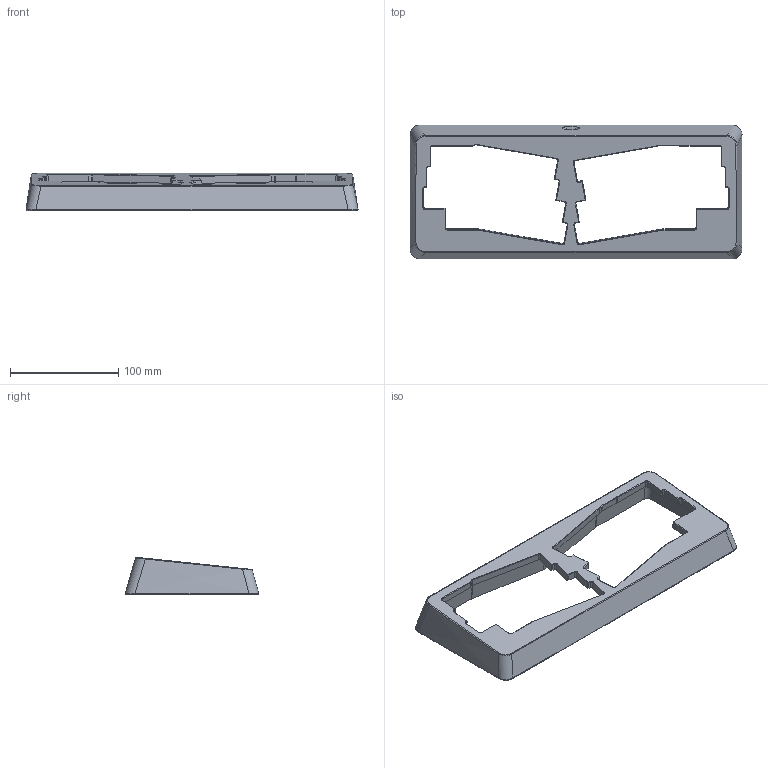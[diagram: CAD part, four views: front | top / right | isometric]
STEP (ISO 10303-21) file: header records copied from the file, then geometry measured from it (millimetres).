
FILE_DESCRIPTION(/* description */ ('Model of A case of The Yak40 keyboard'),/* implementation_level */ '2;1');
FILE_NAME(/* name */ 'case.step',/* time_stamp */ '2023-11-29T17:14:57',/* author */ ('kurikisasa',''),/* organization */ (''),/* preprocessor_version */ 'Open CASCADE STEP processor 7.5',/* originating_system */ 'python-cadquery',/* authorization */ '');
FILE_SCHEMA(('AUTOMOTIVE_DESIGN { 1 0 10303 214 1 1 1 1 }'));
Length unit declared in the file: millimetre
Products named in the file (1): A case of The Yak40 keyboard
Bounding box: 306.73 x 123.46 x 34.45 mm (x, y, z)
Volume: 230443.9 mm3; surface area: 79387.6 mm2
Topology: 1 solids, 1 shells, 303 faces, 763 edges, 469 vertices
Faces by surface type: plane 122, cylinder 98, cone 57, bspline 26
Full cylindrical faces by diameter (mm): 1.6 x8, 2.5 x9, 4.3 x8
Entity records: 10890 total; most frequent: CARTESIAN_POINT 3822, ORIENTED_EDGE 1486, DIRECTION 1456, EDGE_CURVE 743, AXIS2_PLACEMENT_3D 511, VERTEX_POINT 469, LINE 434, VECTOR 434
